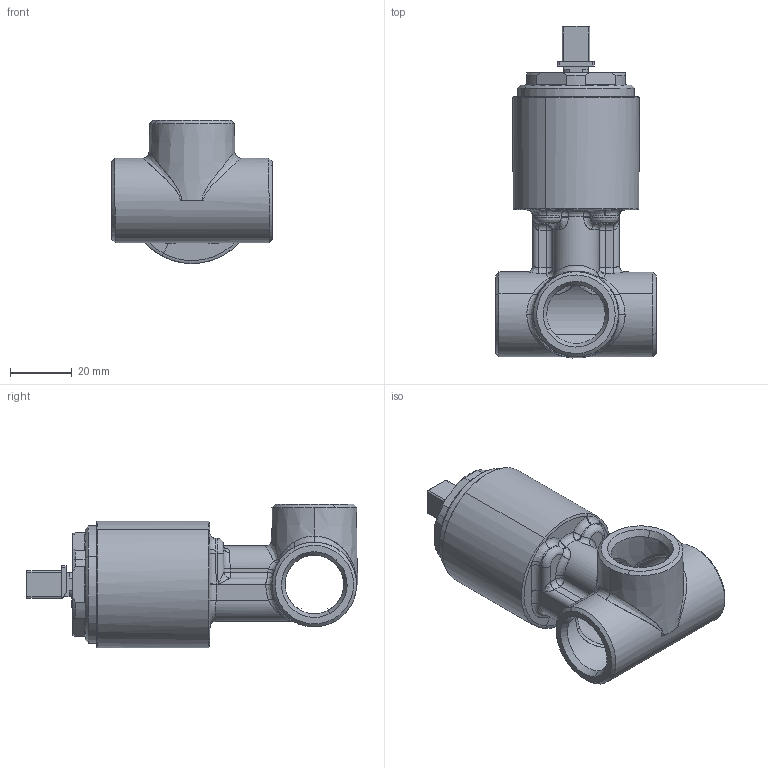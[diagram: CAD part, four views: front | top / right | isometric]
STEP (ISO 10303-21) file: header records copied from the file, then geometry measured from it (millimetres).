
FILE_DESCRIPTION(('CATIA V5 STEP Exchange','CAx-IF Rec.Pracs.--- Model Styling and Organization---1.5--- 2016-08-15','CAx-IF Rec.Pracs.---Supplemental Geometry---1.0---2011-11-01','CAx-IF Rec.Pracs.--- Composite Materials ---3.4---2017-06-13','CAx-IF Rec.Pracs.---Tessellated 3D Geometry---1.0---2015-12-17'),'2;1');
FILE_NAME('ZA00530004 - rendering.stp','2024-01-31T08:34:02+00:00',('none'),('none'),'CATIA Version 5-6 Release 2020 SP2','CATIA V5 STEP AP242 v2','none');
FILE_SCHEMA(('AP242_MANAGED_MODEL_BASED_3D_ENGINEERING_MIM_LF {1 0 10303 442 1 1 4}'));
Length unit declared in the file: millimetre
Products named in the file (1): ZA00530 0_AllCATPart
Bounding box: 52.03 x 107.78 x 46.51 mm (x, y, z)
Volume: 37630.1 mm3; surface area: 27241.5 mm2
Topology: 3 solids, 130 shells, 436 faces, 1376 edges, 1077 vertices
Faces by surface type: cylinder 173, plane 127, cone 48, bspline 44, torus 32, sphere 12
Entity records: 20236 total; most frequent: CARTESIAN_POINT 9116, ORIENTED_EDGE 2146, DIRECTION 1661, EDGE_CURVE 1362, VERTEX_POINT 1077, AXIS2_PLACEMENT_3D 813, VECTOR 534, LINE 534
